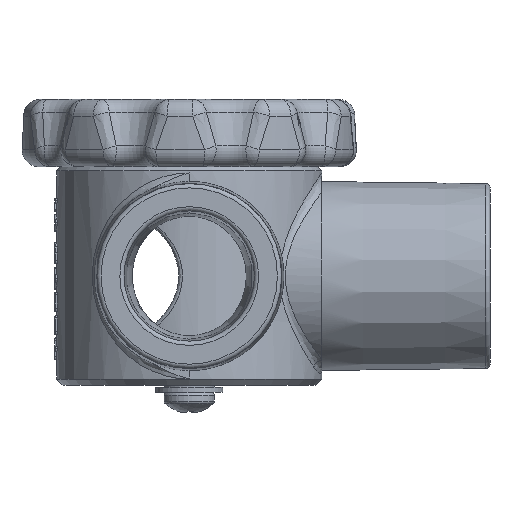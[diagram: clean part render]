
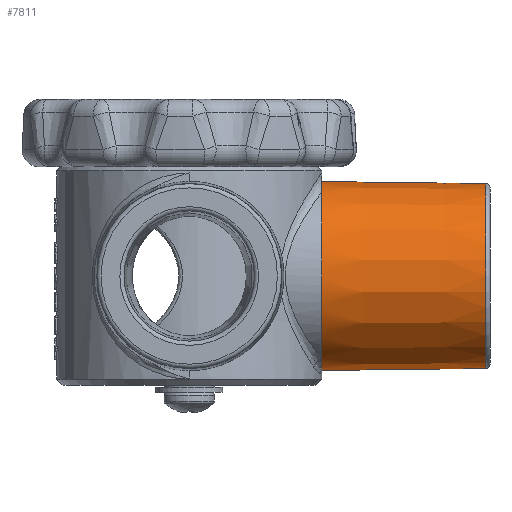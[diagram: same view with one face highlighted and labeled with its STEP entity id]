
A CAD part, front view. The second image highlights one B-rep face of the part: STEP entity #7811.
In plain terms, the highlighted conical face has half-angle 0.72 degrees and reference radius 11.103 mm.
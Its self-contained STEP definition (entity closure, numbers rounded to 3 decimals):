
#257=CONICAL_SURFACE('',#8421,11.103,0.013);
#679=CIRCLE('',#8418,10.984);
#681=CIRCLE('',#8420,10.984);
#682=CIRCLE('',#8422,11.229);
#683=CIRCLE('',#8423,11.229);
#1118=FACE_OUTER_BOUND('',#1601,.T.);
#1601=EDGE_LOOP('',(#6051,#6052,#6053,#6054,#6055,#6056));
#2509=LINE('',#15199,#2931);
#2931=VECTOR('',#9476,11.103);
#3478=VERTEX_POINT('',#15189);
#3479=VERTEX_POINT('',#15190);
#3480=VERTEX_POINT('',#15195);
#3481=VERTEX_POINT('',#15196);
#4395=EDGE_CURVE('',#3478,#3479,#679,.T.);
#4397=EDGE_CURVE('',#3479,#3478,#681,.T.);
#4398=EDGE_CURVE('',#3480,#3481,#682,.T.);
#4399=EDGE_CURVE('',#3481,#3480,#683,.T.);
#4400=EDGE_CURVE('',#3481,#3479,#2509,.T.);
#6051=ORIENTED_EDGE('',*,*,#4398,.F.);
#6052=ORIENTED_EDGE('',*,*,#4399,.F.);
#6053=ORIENTED_EDGE('',*,*,#4400,.T.);
#6054=ORIENTED_EDGE('',*,*,#4395,.F.);
#6055=ORIENTED_EDGE('',*,*,#4397,.F.);
#6056=ORIENTED_EDGE('',*,*,#4400,.F.);
#7811=ADVANCED_FACE('',(#1118),#257,.T.);
#8418=AXIS2_PLACEMENT_3D('',#15191,#9464,#9465);
#8420=AXIS2_PLACEMENT_3D('',#15193,#9468,#9469);
#8421=AXIS2_PLACEMENT_3D('',#15194,#9470,#9471);
#8422=AXIS2_PLACEMENT_3D('',#15197,#9472,#9473);
#8423=AXIS2_PLACEMENT_3D('',#15198,#9474,#9475);
#9464=DIRECTION('center_axis',(1.,0.,0.));
#9465=DIRECTION('ref_axis',(0.,0.,-1.));
#9468=DIRECTION('center_axis',(1.,0.,0.));
#9469=DIRECTION('ref_axis',(0.,0.,-1.));
#9470=DIRECTION('center_axis',(-1.,0.,0.));
#9471=DIRECTION('ref_axis',(0.,0.,1.));
#9472=DIRECTION('center_axis',(-1.,0.,0.));
#9473=DIRECTION('ref_axis',(0.,0.,1.));
#9474=DIRECTION('center_axis',(-1.,0.,0.));
#9475=DIRECTION('ref_axis',(0.,0.,1.));
#9476=DIRECTION('',(1.,0.,0.013));
#15189=CARTESIAN_POINT('',(35.256,0.,10.984));
#15190=CARTESIAN_POINT('',(35.256,0.,-10.984));
#15191=CARTESIAN_POINT('Origin',(35.256,0.,
0.));
#15193=CARTESIAN_POINT('Origin',(35.256,0.,
0.));
#15194=CARTESIAN_POINT('Origin',(25.75,0.,0.));
#15195=CARTESIAN_POINT('',(15.75,0.,11.229));
#15196=CARTESIAN_POINT('',(15.75,0.,-11.229));
#15197=CARTESIAN_POINT('Origin',(15.75,0.,0.));
#15198=CARTESIAN_POINT('Origin',(15.75,0.,0.));
#15199=CARTESIAN_POINT('',(25.75,0.,-11.103));
